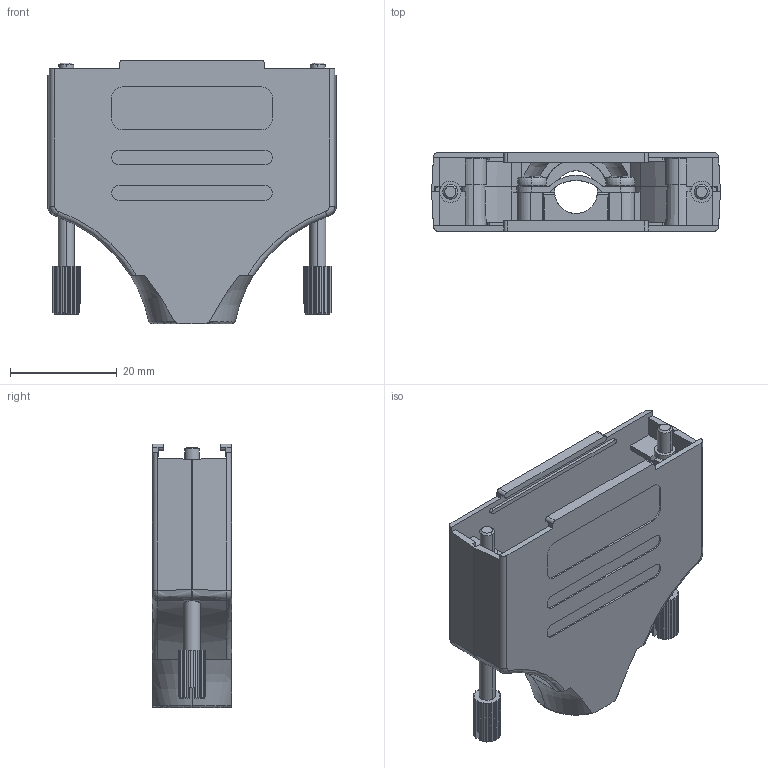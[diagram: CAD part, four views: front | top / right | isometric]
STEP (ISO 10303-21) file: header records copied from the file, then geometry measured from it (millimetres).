
FILE_DESCRIPTION (( 'STEP AP214' ), '1' );
FILE_NAME ('6560-0136-03.STEP', '2022-03-25T10:12:20', ( '' ), ( '' ), 'SwSTEP 2.0', 'SolidWorks 2021', '' );
FILE_SCHEMA (( 'AUTOMOTIVE_DESIGN' ));
Length unit declared in the file: millimetre
Products named in the file (9): 6826-0141-02; 6560-0136-03; 6830-0109-01; 6855-0117-02; 6522-0122-03 (8mm LV); 6805-0136-13; 6522-0122-03 (8mm SV); 6805-0136-03; 6855-0117-13
Assembly tree (11 placements, depth 2):
  6560-0136-03
    6805-0136-13
    6522-0122-03 (8mm LV)
    6522-0122-03 (8mm SV)
    6805-0136-03
    6826-0141-02  x2
    6830-0109-01
    6855-0117-02  x2
    6855-0117-13  x2
Bounding box: 54 x 14.8 x 49.3 mm (x, y, z)
Volume: 8763.2 mm3; surface area: 16387.4 mm2
Topology: 11 solids, 11 shells, 844 faces, 2308 edges, 1514 vertices
Faces by surface type: plane 411, cylinder 333, cone 44, bspline 28, torus 28
Entity records: 24267 total; most frequent: CARTESIAN_POINT 8964, ORIENTED_EDGE 3312, DIRECTION 2959, EDGE_CURVE 1656, VERTEX_POINT 1084, AXIS2_PLACEMENT_3D 1023, VECTOR 913, LINE 913
